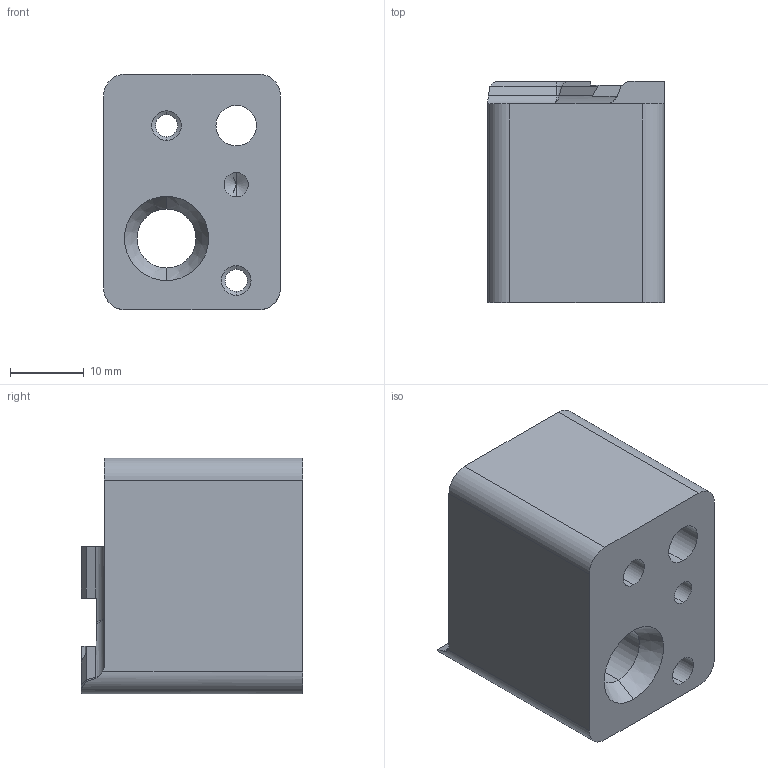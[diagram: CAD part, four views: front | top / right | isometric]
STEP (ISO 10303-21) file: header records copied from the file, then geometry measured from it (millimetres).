
FILE_DESCRIPTION (( 'STEP AP214' ), '1' );
FILE_NAME ('bau0212506237.step', '2023-07-20T13:23:47', ( '' ), ( '' ), 'SwSTEP 2.0', 'SolidWorks 2022', '' );
FILE_SCHEMA (( 'AUTOMOTIVE_DESIGN' ));
Length unit declared in the file: millimetre
Products named in the file (1): bau0212506237
Bounding box: 24 x 30 x 32 mm (x, y, z)
Volume: 17934.1 mm3; surface area: 6331.4 mm2
Topology: 1 solids, 1 shells, 58 faces, 150 edges, 91 vertices
Faces by surface type: cylinder 23, plane 23, cone 10, bspline 2
Entity records: 2360 total; most frequent: CARTESIAN_POINT 887, DIRECTION 298, ORIENTED_EDGE 292, EDGE_CURVE 146, AXIS2_PLACEMENT_3D 105, VERTEX_POINT 91, LINE 88, VECTOR 88
